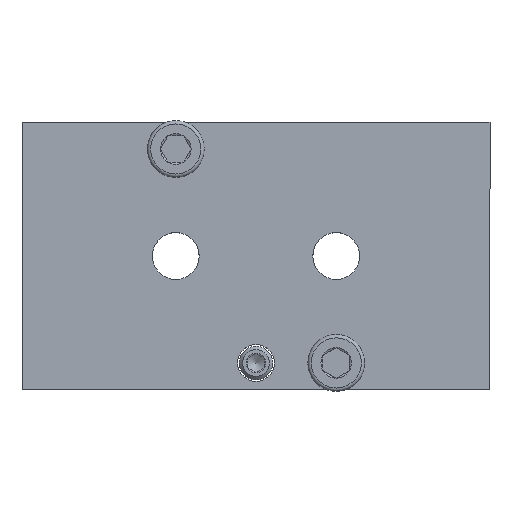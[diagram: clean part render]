
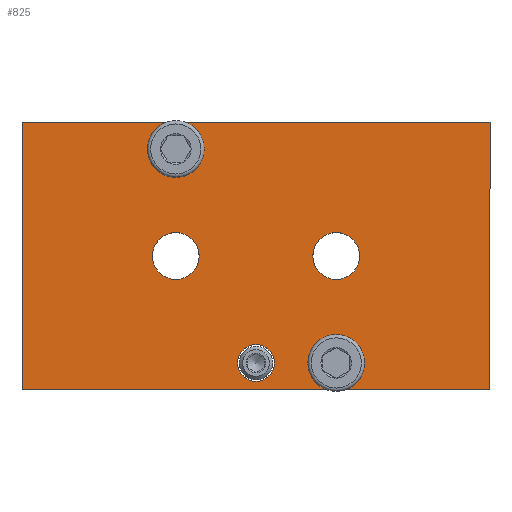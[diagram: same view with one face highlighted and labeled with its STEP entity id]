
A CAD part, top view. The second image highlights one B-rep face of the part: STEP entity #825.
In plain terms, the highlighted face is planar.
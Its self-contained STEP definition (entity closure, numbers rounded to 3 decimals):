
#89=LINE('',#1711,#131);
#90=LINE('',#1714,#132);
#91=LINE('',#1716,#133);
#92=LINE('',#1718,#134);
#131=VECTOR('',#1407,1000.);
#132=VECTOR('',#1408,1000.);
#133=VECTOR('',#1409,1000.);
#134=VECTOR('',#1410,1000.);
#283=ORIENTED_EDGE('',*,*,#405,.F.);
#284=ORIENTED_EDGE('',*,*,#406,.F.);
#285=ORIENTED_EDGE('',*,*,#407,.F.);
#286=ORIENTED_EDGE('',*,*,#408,.F.);
#287=ORIENTED_EDGE('',*,*,#409,.F.);
#288=ORIENTED_EDGE('',*,*,#410,.F.);
#289=ORIENTED_EDGE('',*,*,#411,.F.);
#290=ORIENTED_EDGE('',*,*,#412,.F.);
#291=ORIENTED_EDGE('',*,*,#413,.F.);
#405=EDGE_CURVE('',#669,#670,#89,.T.);
#406=EDGE_CURVE('',#671,#669,#90,.T.);
#407=EDGE_CURVE('',#672,#671,#91,.T.);
#408=EDGE_CURVE('',#670,#672,#92,.T.);
#409=EDGE_CURVE('',#673,#673,#453,.T.);
#410=EDGE_CURVE('',#674,#674,#454,.T.);
#411=EDGE_CURVE('',#675,#675,#455,.T.);
#412=EDGE_CURVE('',#676,#676,#456,.T.);
#413=EDGE_CURVE('',#677,#677,#457,.T.);
#453=CIRCLE('',#1212,3.5);
#454=CIRCLE('',#1213,3.5);
#455=CIRCLE('',#1214,2.75);
#456=CIRCLE('',#1215,2.75);
#457=CIRCLE('',#1216,2.75);
#521=EDGE_LOOP('',(#283,#284,#285,#286));
#522=EDGE_LOOP('',(#287));
#523=EDGE_LOOP('',(#288));
#524=EDGE_LOOP('',(#289));
#525=EDGE_LOOP('',(#290));
#526=EDGE_LOOP('',(#291));
#575=PLANE('',#1211);
#669=VERTEX_POINT('',#1712);
#670=VERTEX_POINT('',#1713);
#671=VERTEX_POINT('',#1715);
#672=VERTEX_POINT('',#1717);
#673=VERTEX_POINT('',#1720);
#674=VERTEX_POINT('',#1722);
#675=VERTEX_POINT('',#1724);
#676=VERTEX_POINT('',#1726);
#677=VERTEX_POINT('',#1728);
#749=FACE_BOUND('',#521,.T.);
#750=FACE_BOUND('',#522,.T.);
#751=FACE_BOUND('',#523,.T.);
#752=FACE_BOUND('',#524,.T.);
#753=FACE_BOUND('',#525,.T.);
#754=FACE_BOUND('',#526,.T.);
#825=ADVANCED_FACE('',(#749,#750,#751,#752,#753,#754),#575,.F.);
#1211=AXIS2_PLACEMENT_3D('',#1710,#1405,#1406);
#1212=AXIS2_PLACEMENT_3D('',#1719,#1411,#1412);
#1213=AXIS2_PLACEMENT_3D('',#1721,#1413,#1414);
#1214=AXIS2_PLACEMENT_3D('',#1723,#1415,#1416);
#1215=AXIS2_PLACEMENT_3D('',#1725,#1417,#1418);
#1216=AXIS2_PLACEMENT_3D('',#1727,#1419,#1420);
#1405=DIRECTION('',(0.,0.,1.));
#1406=DIRECTION('',(1.,0.,0.));
#1407=DIRECTION('',(0.,-1.,0.));
#1408=DIRECTION('',(-1.,0.,0.));
#1409=DIRECTION('',(0.,1.,0.));
#1410=DIRECTION('',(1.,0.,0.));
#1411=DIRECTION('',(0.,0.,-1.));
#1412=DIRECTION('',(-1.,0.,0.));
#1413=DIRECTION('',(0.,0.,-1.));
#1414=DIRECTION('',(-1.,0.,0.));
#1415=DIRECTION('',(0.,0.,-1.));
#1416=DIRECTION('',(-1.,0.,0.));
#1417=DIRECTION('',(0.,0.,-1.));
#1418=DIRECTION('',(-1.,0.,0.));
#1419=DIRECTION('',(0.,0.,-1.));
#1420=DIRECTION('',(-1.,0.,0.));
#1710=CARTESIAN_POINT('',(-34.,-22.,0.));
#1711=CARTESIAN_POINT('',(-34.,18.,0.));
#1712=CARTESIAN_POINT('',(-34.,18.,0.));
#1713=CARTESIAN_POINT('',(-34.,-22.,0.));
#1714=CARTESIAN_POINT('',(36.,18.,0.));
#1715=CARTESIAN_POINT('',(36.,18.,0.));
#1716=CARTESIAN_POINT('',(36.,-22.,0.));
#1717=CARTESIAN_POINT('',(36.,-22.,0.));
#1718=CARTESIAN_POINT('',(-34.,-22.,0.));
#1719=CARTESIAN_POINT('',(13.,-2.,0.));
#1720=CARTESIAN_POINT('',(9.5,-2.,0.));
#1721=CARTESIAN_POINT('',(-11.,-2.,0.));
#1722=CARTESIAN_POINT('',(-14.5,-2.,0.));
#1723=CARTESIAN_POINT('',(13.,14.,0.));
#1724=CARTESIAN_POINT('',(10.25,14.,0.));
#1725=CARTESIAN_POINT('',(-11.,-18.,0.));
#1726=CARTESIAN_POINT('',(-13.75,-18.,0.));
#1727=CARTESIAN_POINT('',(1.,14.,0.));
#1728=CARTESIAN_POINT('',(-1.75,14.,0.));
